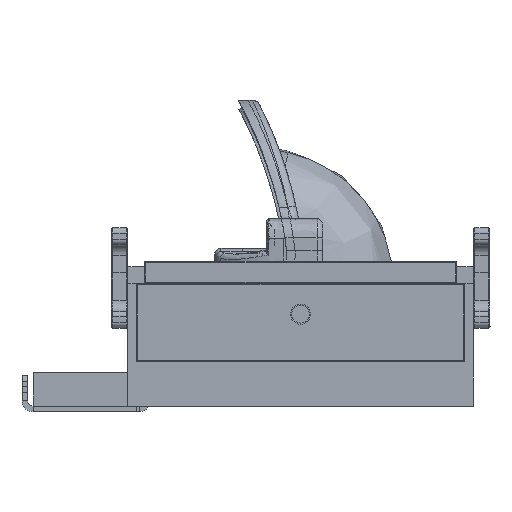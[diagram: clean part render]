
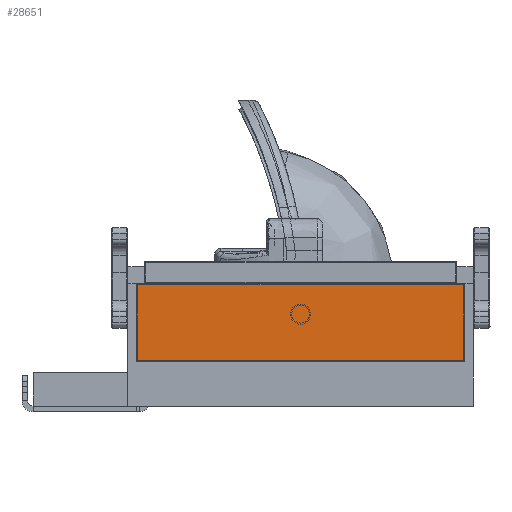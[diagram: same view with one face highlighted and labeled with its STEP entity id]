
A CAD part, left-side view. The second image highlights one B-rep face of the part: STEP entity #28651.
In plain terms, the highlighted face is planar.
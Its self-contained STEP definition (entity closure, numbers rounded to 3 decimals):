
#28086=DIRECTION(' ',(-0.,-0.,-1.));
#28091=CARTESIAN_POINT(' ',(-29.284,3.87,0.));
#28096=DIRECTION(' ',(0.,1.,0.));
#28101=AXIS2_PLACEMENT_3D(' ',#28091,#28086,#28096);
#28106=PLANE('',#28101);
#28111=CARTESIAN_POINT(' ',(27.781,4.18,0.));
#28116=DIRECTION(' ',(-1.,0.,0.));
#28121=VECTOR(' ',#28116,1.);
#28126=LINE('',#28111,#28121);
#28131=CARTESIAN_POINT(' ',(27.781,4.18,0.));
#28132=VERTEX_POINT(' ',#28131);
#28136=CARTESIAN_POINT(' ',(-27.781,4.181,0.));
#28137=VERTEX_POINT(' ',#28136);
#28141=EDGE_CURVE(' ',#28132,#28137,#28126,.T.);
#28146=ORIENTED_EDGE(' ',*,*,#28141,.T.);
#28151=CARTESIAN_POINT(' ',(-27.782,3.782,0.));
#28156=DIRECTION(' ',(0.,0.,1.));
#28161=DIRECTION(' ',(0.002,1.,0.));
#28166=AXIS2_PLACEMENT_3D(' ',#28151,#28156,#28161);
#28171=CIRCLE('',#28166,0.399);
#28176=CARTESIAN_POINT(' ',(-27.983,4.127,0.));
#28177=VERTEX_POINT(' ',#28176);
#28181=EDGE_CURVE(' ',#28137,#28177,#28171,.T.);
#28186=ORIENTED_EDGE(' ',*,*,#28181,.T.);
#28191=CARTESIAN_POINT(' ',(-27.983,3.87,0.));
#28196=DIRECTION(' ',(0.,1.,0.));
#28201=VECTOR(' ',#28196,1.);
#28206=LINE('',#28191,#28201);
#28211=CARTESIAN_POINT(' ',(-27.983,3.87,0.));
#28212=VERTEX_POINT(' ',#28211);
#28216=EDGE_CURVE(' ',#28212,#28177,#28206,.T.);
#28221=ORIENTED_EDGE(' ',*,*,#28216,.F.);
#28226=CARTESIAN_POINT(' ',(-27.983,3.87,0.));
#28231=CARTESIAN_POINT(' ',(-27.983,3.904,0.));
#28236=CARTESIAN_POINT(' ',(-27.989,3.936,0.));
#28241=CARTESIAN_POINT(' ',(-28.003,3.978,0.));
#28246=CARTESIAN_POINT(' ',(-28.008,3.99,0.));
#28251=CARTESIAN_POINT(' ',(-28.036,4.052,0.));
#28256=CARTESIAN_POINT(' ',(-28.071,4.1,0.));
#28261=CARTESIAN_POINT(' ',(-28.122,4.156,0.));
#28266=CARTESIAN_POINT(' ',(-28.132,4.167,0.));
#28271=CARTESIAN_POINT(' ',(-28.155,4.19,0.));
#28276=CARTESIAN_POINT(' ',(-28.168,4.203,0.));
#28281=CARTESIAN_POINT(' ',(-28.181,4.216,0.));
#28286=B_SPLINE_CURVE_WITH_KNOTS('',3,(#28226,#28231,#28236,#28241,#28246,#28251,#28256,#28261,#28266,#28271,#28276,#28281),.UNSPECIFIED.,.F.,.U.,(4,2,2,2,2,4),(0.,0.249,0.349,0.779,0.879,1.),.UNSPECIFIED.);
#28291=CARTESIAN_POINT(' ',(-28.181,4.216,0.));
#28292=VERTEX_POINT(' ',#28291);
#28296=EDGE_CURVE(' ',#28212,#28292,#28286,.T.);
#28301=ORIENTED_EDGE(' ',*,*,#28296,.T.);
#28306=CARTESIAN_POINT(' ',(-28.181,4.216,0.));
#28311=DIRECTION(' ',(-1.,0.,0.));
#28316=VECTOR(' ',#28311,1.);
#28321=LINE('',#28306,#28316);
#28326=CARTESIAN_POINT(' ',(-29.284,4.216,0.));
#28327=VERTEX_POINT(' ',#28326);
#28331=EDGE_CURVE(' ',#28292,#28327,#28321,.T.);
#28336=ORIENTED_EDGE(' ',*,*,#28331,.T.);
#28341=CARTESIAN_POINT(' ',(-29.284,4.216,0.));
#28346=DIRECTION(' ',(0.,1.,0.));
#28351=VECTOR(' ',#28346,1.);
#28356=LINE('',#28341,#28351);
#28361=CARTESIAN_POINT(' ',(-29.284,17.784,0.));
#28362=VERTEX_POINT(' ',#28361);
#28366=EDGE_CURVE(' ',#28327,#28362,#28356,.T.);
#28371=ORIENTED_EDGE(' ',*,*,#28366,.T.);
#28376=CARTESIAN_POINT(' ',(-29.284,17.784,0.));
#28381=DIRECTION(' ',(1.,0.,0.));
#28386=VECTOR(' ',#28381,1.);
#28391=LINE('',#28376,#28386);
#28396=CARTESIAN_POINT(' ',(29.284,17.784,0.));
#28397=VERTEX_POINT(' ',#28396);
#28401=EDGE_CURVE(' ',#28362,#28397,#28391,.T.);
#28406=ORIENTED_EDGE(' ',*,*,#28401,.T.);
#28411=CARTESIAN_POINT(' ',(29.284,17.784,0.));
#28416=DIRECTION(' ',(0.,-1.,0.));
#28421=VECTOR(' ',#28416,1.);
#28426=LINE('',#28411,#28421);
#28431=CARTESIAN_POINT(' ',(29.284,4.216,0.));
#28432=VERTEX_POINT(' ',#28431);
#28436=EDGE_CURVE(' ',#28397,#28432,#28426,.T.);
#28441=ORIENTED_EDGE(' ',*,*,#28436,.T.);
#28446=CARTESIAN_POINT(' ',(29.284,4.216,0.));
#28451=DIRECTION(' ',(-1.,0.,0.));
#28456=VECTOR(' ',#28451,1.);
#28461=LINE('',#28446,#28456);
#28466=CARTESIAN_POINT(' ',(28.181,4.216,0.));
#28467=VERTEX_POINT(' ',#28466);
#28471=EDGE_CURVE(' ',#28432,#28467,#28461,.T.);
#28476=ORIENTED_EDGE(' ',*,*,#28471,.T.);
#28481=CARTESIAN_POINT(' ',(28.181,4.216,0.));
#28486=CARTESIAN_POINT(' ',(28.159,4.194,0.));
#28491=CARTESIAN_POINT(' ',(28.137,4.172,0.));
#28496=CARTESIAN_POINT(' ',(28.108,4.14,0.));
#28501=CARTESIAN_POINT(' ',(28.098,4.129,0.));
#28506=CARTESIAN_POINT(' ',(28.08,4.108,0.));
#28511=CARTESIAN_POINT(' ',(28.072,4.097,0.));
#28516=CARTESIAN_POINT(' ',(28.039,4.053,0.));
#28521=CARTESIAN_POINT(' ',(28.019,4.019,0.));
#28526=CARTESIAN_POINT(' ',(28.,3.971,0.));
#28531=CARTESIAN_POINT(' ',(27.996,3.959,0.));
#28536=CARTESIAN_POINT(' ',(27.986,3.922,0.));
#28541=CARTESIAN_POINT(' ',(27.983,3.897,0.));
#28546=CARTESIAN_POINT(' ',(27.983,3.87,0.));
#28551=B_SPLINE_CURVE_WITH_KNOTS('',3,(#28481,#28486,#28491,#28496,#28501,#28506,#28511,#28516,#28521,#28526,#28531,#28536,#28541,#28546),.UNSPECIFIED.,.F.,.U.,(4,2,2,2,2,2,4),(0.,0.207,0.307,0.407,0.706,0.806,1.),.UNSPECIFIED.);
#28556=CARTESIAN_POINT(' ',(27.983,3.87,0.));
#28557=VERTEX_POINT(' ',#28556);
#28561=EDGE_CURVE(' ',#28467,#28557,#28551,.T.);
#28566=ORIENTED_EDGE(' ',*,*,#28561,.T.);
#28571=CARTESIAN_POINT(' ',(27.983,3.87,0.));
#28576=DIRECTION(' ',(0.,1.,0.));
#28581=VECTOR(' ',#28576,1.);
#28586=LINE('',#28571,#28581);
#28591=CARTESIAN_POINT(' ',(27.983,4.126,0.));
#28592=VERTEX_POINT(' ',#28591);
#28596=EDGE_CURVE(' ',#28557,#28592,#28586,.T.);
#28601=ORIENTED_EDGE(' ',*,*,#28596,.T.);
#28606=CARTESIAN_POINT(' ',(27.783,3.785,0.));
#28611=DIRECTION(' ',(0.,0.,1.));
#28616=DIRECTION(' ',(0.505,0.863,0.));
#28621=AXIS2_PLACEMENT_3D(' ',#28606,#28611,#28616);
#28626=CIRCLE('',#28621,0.396);
#28631=EDGE_CURVE(' ',#28592,#28132,#28626,.T.);
#28636=ORIENTED_EDGE(' ',*,*,#28631,.T.);
#28641=EDGE_LOOP(' ',(#28146,#28186,#28221,#28301,#28336,#28371,#28406,#28441,#28476,#28566,#28601,#28636));
#28646=FACE_OUTER_BOUND(' ',#28641,.T.);
#28651=ADVANCED_FACE('',(#28646),#28106,.T.);
